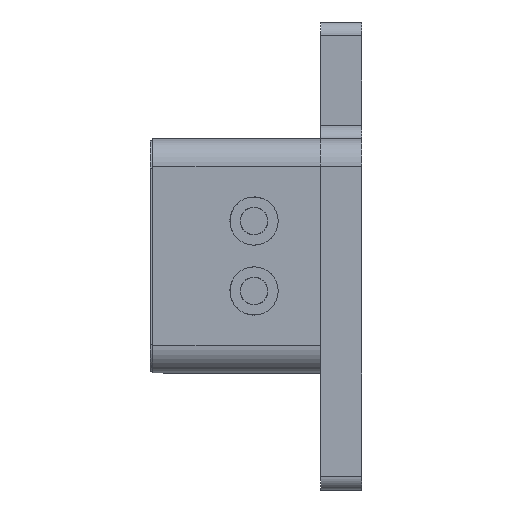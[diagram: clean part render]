
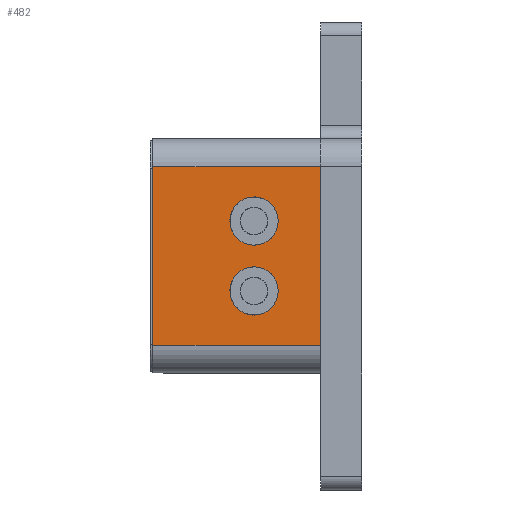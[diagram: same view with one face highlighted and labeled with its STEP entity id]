
A CAD part, left-side view. The second image highlights one B-rep face of the part: STEP entity #482.
In plain terms, the highlighted planar face has unit normal (-1, 0, 0).
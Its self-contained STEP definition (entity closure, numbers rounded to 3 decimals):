
#7 = CARTESIAN_POINT ( 'NONE',  ( -23.697, -6.62, 8.632 ) ) ;
#59 = FACE_BOUND ( 'NONE', #646, .T. ) ;
#68 = CIRCLE ( 'NONE', #1617, 0.875 ) ;
#137 = DIRECTION ( 'NONE',  ( 0., 0., 1. ) ) ;
#138 = VECTOR ( 'NONE', #732, 1000. ) ;
#143 = AXIS2_PLACEMENT_3D ( 'NONE', #1968, #1723, #2619 ) ;
#153 = DIRECTION ( 'NONE',  ( 0., 0., 1. ) ) ;
#162 = EDGE_CURVE ( 'NONE', #1381, #1713, #1590, .T. ) ;
#170 = CARTESIAN_POINT ( 'NONE',  ( -23.697, -6.62, 6.967 ) ) ;
#209 = CARTESIAN_POINT ( 'NONE',  ( -23.697, -2.941, 4.987 ) ) ;
#223 = ORIENTED_EDGE ( 'NONE', *, *, #1212, .T. ) ;
#237 = ORIENTED_EDGE ( 'NONE', *, *, #1303, .F. ) ;
#266 = PLANE ( 'NONE',  #1398 ) ;
#293 = ORIENTED_EDGE ( 'NONE', *, *, #1347, .F. ) ;
#369 = CIRCLE ( 'NONE', #2544, 0.875 ) ;
#473 = CARTESIAN_POINT ( 'NONE',  ( -23.697, -2.941, 4.987 ) ) ;
#482 = ADVANCED_FACE ( 'NONE', ( #1770, #59, #2630 ), #266, .F. ) ;
#527 = LINE ( 'NONE', #1371, #2432 ) ;
#535 = CARTESIAN_POINT ( 'NONE',  ( -23.697, -2.941, 11.487 ) ) ;
#586 = CIRCLE ( 'NONE', #143, 0.875 ) ;
#589 = CARTESIAN_POINT ( 'NONE',  ( -23.697, -9.041, 3.987 ) ) ;
#646 = EDGE_LOOP ( 'NONE', ( #293, #237 ) ) ;
#662 = VERTEX_POINT ( 'NONE', #1846 ) ;
#667 = DIRECTION ( 'NONE',  ( 1., 0., 0. ) ) ;
#673 = EDGE_CURVE ( 'NONE', #2236, #1713, #527, .T. ) ;
#691 = DIRECTION ( 'NONE',  ( 0., 0., -1. ) ) ;
#732 = DIRECTION ( 'NONE',  ( 0., 1., 0. ) ) ;
#733 = ORIENTED_EDGE ( 'NONE', *, *, #1265, .F. ) ;
#735 = CARTESIAN_POINT ( 'NONE',  ( -23.697, -6.62, 7.842 ) ) ;
#790 = DIRECTION ( 'NONE',  ( -1., 0., 0. ) ) ;
#811 = EDGE_CURVE ( 'NONE', #2236, #662, #2108, .T. ) ;
#813 = VERTEX_POINT ( 'NONE', #1272 ) ;
#906 = DIRECTION ( 'NONE',  ( 0., 0., 1. ) ) ;
#939 = CARTESIAN_POINT ( 'NONE',  ( -23.697, -2.941, 11.487 ) ) ;
#1149 = EDGE_LOOP ( 'NONE', ( #223, #1415, #2502, #2445 ) ) ;
#1212 = EDGE_CURVE ( 'NONE', #662, #1381, #2288, .T. ) ;
#1219 = DIRECTION ( 'NONE',  ( -1., 0., 0. ) ) ;
#1226 = CARTESIAN_POINT ( 'NONE',  ( -23.697, -6.62, 10.382 ) ) ;
#1265 = EDGE_CURVE ( 'NONE', #1815, #1906, #586, .T. ) ;
#1272 = CARTESIAN_POINT ( 'NONE',  ( -23.697, -6.62, 6.092 ) ) ;
#1303 = EDGE_CURVE ( 'NONE', #813, #2157, #1426, .T. ) ;
#1347 = EDGE_CURVE ( 'NONE', #2157, #813, #369, .T. ) ;
#1371 = CARTESIAN_POINT ( 'NONE',  ( -23.697, -2.941, 3.987 ) ) ;
#1381 = VERTEX_POINT ( 'NONE', #1382 ) ;
#1382 = CARTESIAN_POINT ( 'NONE',  ( -23.697, -9.041, 11.487 ) ) ;
#1398 = AXIS2_PLACEMENT_3D ( 'NONE', #2402, #667, #691 ) ;
#1415 = ORIENTED_EDGE ( 'NONE', *, *, #162, .T. ) ;
#1426 = CIRCLE ( 'NONE', #2147, 0.875 ) ;
#1435 = DIRECTION ( 'NONE',  ( 0., 0., 1. ) ) ;
#1456 = DIRECTION ( 'NONE',  ( 0., -1., 0. ) ) ;
#1530 = ORIENTED_EDGE ( 'NONE', *, *, #2719, .F. ) ;
#1590 = LINE ( 'NONE', #939, #138 ) ;
#1617 = AXIS2_PLACEMENT_3D ( 'NONE', #2607, #2395, #906 ) ;
#1625 = CARTESIAN_POINT ( 'NONE',  ( -23.697, -6.62, 6.967 ) ) ;
#1639 = DIRECTION ( 'NONE',  ( 0., 0., 1. ) ) ;
#1692 = VECTOR ( 'NONE', #1435, 1000. ) ;
#1713 = VERTEX_POINT ( 'NONE', #535 ) ;
#1723 = DIRECTION ( 'NONE',  ( -1., 0., 0. ) ) ;
#1770 = FACE_BOUND ( 'NONE', #1873, .T. ) ;
#1815 = VERTEX_POINT ( 'NONE', #1226 ) ;
#1846 = CARTESIAN_POINT ( 'NONE',  ( -23.697, -9.041, 4.987 ) ) ;
#1873 = EDGE_LOOP ( 'NONE', ( #733, #1530 ) ) ;
#1906 = VERTEX_POINT ( 'NONE', #7 ) ;
#1968 = CARTESIAN_POINT ( 'NONE',  ( -23.697, -6.62, 9.507 ) ) ;
#2108 = LINE ( 'NONE', #209, #2564 ) ;
#2147 = AXIS2_PLACEMENT_3D ( 'NONE', #1625, #1219, #153 ) ;
#2157 = VERTEX_POINT ( 'NONE', #735 ) ;
#2236 = VERTEX_POINT ( 'NONE', #473 ) ;
#2288 = LINE ( 'NONE', #589, #1692 ) ;
#2395 = DIRECTION ( 'NONE',  ( -1., 0., 0. ) ) ;
#2402 = CARTESIAN_POINT ( 'NONE',  ( -23.697, -2.941, 3.987 ) ) ;
#2432 = VECTOR ( 'NONE', #1639, 1000. ) ;
#2445 = ORIENTED_EDGE ( 'NONE', *, *, #811, .T. ) ;
#2502 = ORIENTED_EDGE ( 'NONE', *, *, #673, .F. ) ;
#2544 = AXIS2_PLACEMENT_3D ( 'NONE', #170, #790, #137 ) ;
#2564 = VECTOR ( 'NONE', #1456, 1000. ) ;
#2607 = CARTESIAN_POINT ( 'NONE',  ( -23.697, -6.62, 9.507 ) ) ;
#2619 = DIRECTION ( 'NONE',  ( 0., 0., 1. ) ) ;
#2630 = FACE_OUTER_BOUND ( 'NONE', #1149, .T. ) ;
#2719 = EDGE_CURVE ( 'NONE', #1906, #1815, #68, .T. ) ;
